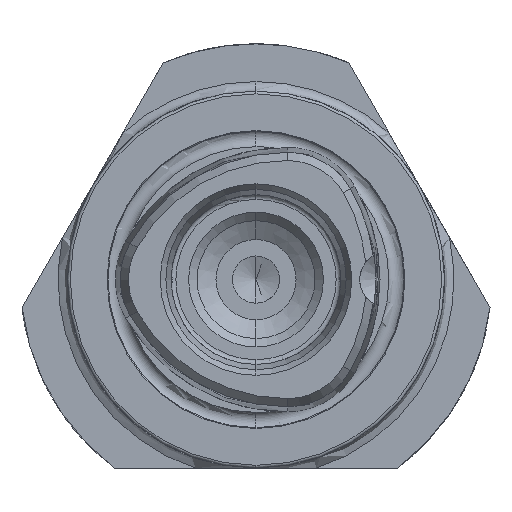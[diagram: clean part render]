
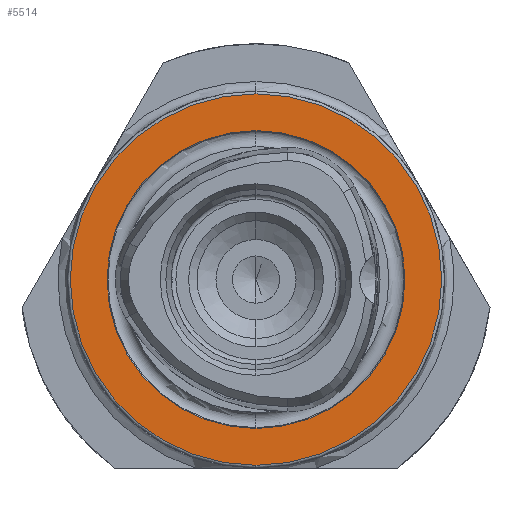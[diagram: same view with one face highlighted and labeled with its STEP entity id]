
A CAD part, left-side view. The second image highlights one B-rep face of the part: STEP entity #5514.
In plain terms, the highlighted planar face has unit normal (-1, 0, 0).
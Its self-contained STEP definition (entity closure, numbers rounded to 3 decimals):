
#40 = DIRECTION ( 'NONE',  ( -1., 0., 0. ) ) ;
#113 = CARTESIAN_POINT ( 'NONE',  ( 0., 0., 0. ) ) ;
#139 = DIRECTION ( 'NONE',  ( -1., 0., 0. ) ) ;
#322 = AXIS2_PLACEMENT_3D ( 'NONE', #8421, #4348, #7725 ) ;
#482 = EDGE_CURVE ( 'NONE', #4488, #4327, #5628, .T. ) ;
#756 = AXIS2_PLACEMENT_3D ( 'NONE', #1287, #6073, #6097 ) ;
#771 = DIRECTION ( 'NONE',  ( 0., 0., -1. ) ) ;
#1287 = CARTESIAN_POINT ( 'NONE',  ( 0., 0., 0. ) ) ;
#1354 = ORIENTED_EDGE ( 'NONE', *, *, #2471, .F. ) ;
#2065 = EDGE_CURVE ( 'NONE', #4327, #4488, #3458, .T. ) ;
#2471 = EDGE_CURVE ( 'NONE', #7999, #7827, #8482, .T. ) ;
#2736 = CARTESIAN_POINT ( 'NONE',  ( 0., 0., 0. ) ) ;
#2778 = AXIS2_PLACEMENT_3D ( 'NONE', #5505, #3484, #771 ) ;
#2783 = FACE_BOUND ( 'NONE', #6225, .T. ) ;
#3067 = EDGE_CURVE ( 'NONE', #7827, #7999, #6970, .T. ) ;
#3458 = CIRCLE ( 'NONE', #322, 19.7 ) ;
#3484 = DIRECTION ( 'NONE',  ( 1., 0., 0. ) ) ;
#3545 = ORIENTED_EDGE ( 'NONE', *, *, #3067, .F. ) ;
#3985 = ORIENTED_EDGE ( 'NONE', *, *, #2065, .T. ) ;
#4327 = VERTEX_POINT ( 'NONE', #6093 ) ;
#4348 = DIRECTION ( 'NONE',  ( -1., 0., 0. ) ) ;
#4488 = VERTEX_POINT ( 'NONE', #5503 ) ;
#4787 = DIRECTION ( 'NONE',  ( 0., 0., 1. ) ) ;
#4801 = CARTESIAN_POINT ( 'NONE',  ( 0., 0., -15.8 ) ) ;
#4863 = DIRECTION ( 'NONE',  ( 0., 0., 1. ) ) ;
#5501 = ORIENTED_EDGE ( 'NONE', *, *, #482, .T. ) ;
#5503 = CARTESIAN_POINT ( 'NONE',  ( 0., 0., 19.7 ) ) ;
#5505 = CARTESIAN_POINT ( 'NONE',  ( 0., 15.8, 0. ) ) ;
#5514 = ADVANCED_FACE ( 'NONE', ( #2783, #7902 ), #6326, .F. ) ;
#5628 = CIRCLE ( 'NONE', #756, 19.7 ) ;
#6073 = DIRECTION ( 'NONE',  ( -1., 0., 0. ) ) ;
#6093 = CARTESIAN_POINT ( 'NONE',  ( 0., 0., -19.7 ) ) ;
#6097 = DIRECTION ( 'NONE',  ( 0., 0., 1. ) ) ;
#6225 = EDGE_LOOP ( 'NONE', ( #1354, #3545 ) ) ;
#6326 = PLANE ( 'NONE',  #2778 ) ;
#6509 = AXIS2_PLACEMENT_3D ( 'NONE', #113, #139, #4863 ) ;
#6584 = EDGE_LOOP ( 'NONE', ( #5501, #3985 ) ) ;
#6970 = CIRCLE ( 'NONE', #6509, 15.8 ) ;
#7240 = CARTESIAN_POINT ( 'NONE',  ( 0., 0., 15.8 ) ) ;
#7725 = DIRECTION ( 'NONE',  ( 0., 0., 1. ) ) ;
#7750 = AXIS2_PLACEMENT_3D ( 'NONE', #2736, #40, #4787 ) ;
#7827 = VERTEX_POINT ( 'NONE', #4801 ) ;
#7902 = FACE_OUTER_BOUND ( 'NONE', #6584, .T. ) ;
#7999 = VERTEX_POINT ( 'NONE', #7240 ) ;
#8421 = CARTESIAN_POINT ( 'NONE',  ( 0., 0., 0. ) ) ;
#8482 = CIRCLE ( 'NONE', #7750, 15.8 ) ;
